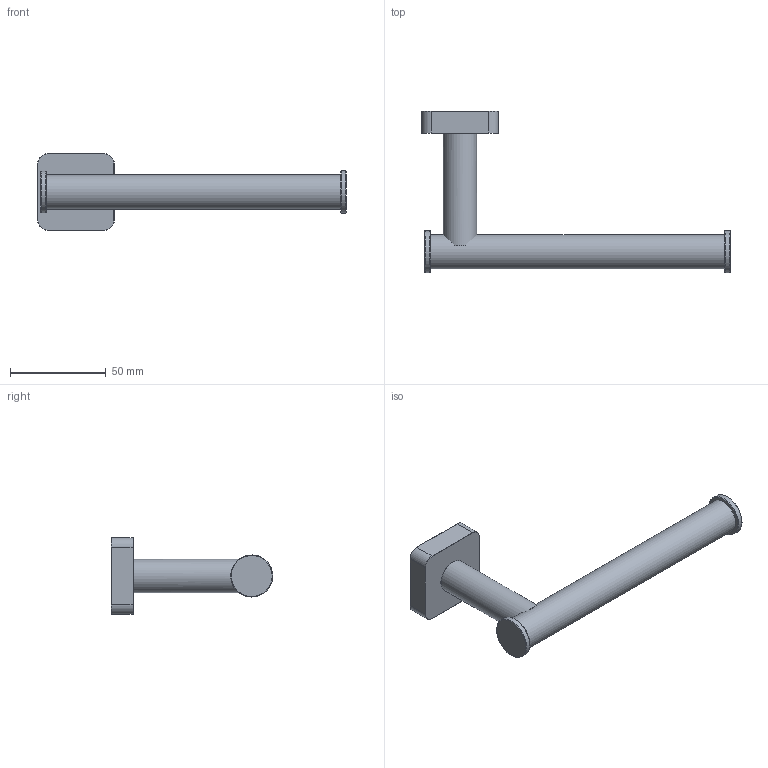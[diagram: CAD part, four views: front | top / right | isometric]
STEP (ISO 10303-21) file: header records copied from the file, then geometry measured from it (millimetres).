
FILE_DESCRIPTION(/* description */ ('Unknown'),/* implementation_level */ '2;1');
FILE_NAME(/* name */ 'GLA04',/* time_stamp */ '2021-07-21T16:53:28+02:00',/* author */ ('Unknown'),/* organization */ ('Unknown'),/* preprocessor_version */ 'ST-DEVELOPER v16.7',/* originating_system */ 'DEX',/* authorisation */ $);
FILE_SCHEMA (('AUTOMOTIVE_DESIGN {1 0 10303 214 3 1 1}'));
Length unit declared in the file: millimetre
Products named in the file (10): GLA04-00; CBA04-05; CBA04-04; GLA04-001; GLA01-01; CBA04-02; CBA03-02; CBA03-03; CBA04-01; CBA04-03
Assembly tree (11 placements, depth 3):
  GLA04-00
    CBA04-05
    CBA04-04
    GLA04-001
      GLA01-01
      CBA04-02
      CBA03-02  x2
      CBA03-03  x2
      CBA04-01
    CBA04-03
Bounding box: 161.5 x 84.5 x 40 mm (x, y, z)
Volume: 32062.5 mm3; surface area: 34145.2 mm2
Topology: 10 solids, 10 shells, 115 faces, 244 edges, 152 vertices
Faces by surface type: plane 42, cylinder 39, torus 17, cone 15, bspline 2
Full cylindrical faces by diameter (mm): 4.234 x1, 4.917 x4, 4.918 x1, 6 x4, 6.2 x1, 6.4 x1, 12 x3, 13 x1, 16 x5, 17 x1, 17.5 x1, 18 x1, 22 x2
Entity records: 2986 total; most frequent: CARTESIAN_POINT 716, DIRECTION 436, ORIENTED_EDGE 308, AXIS2_PLACEMENT_3D 196, FACE_BOUND 158, EDGE_LOOP 156, EDGE_CURVE 154, VERTEX_POINT 118
